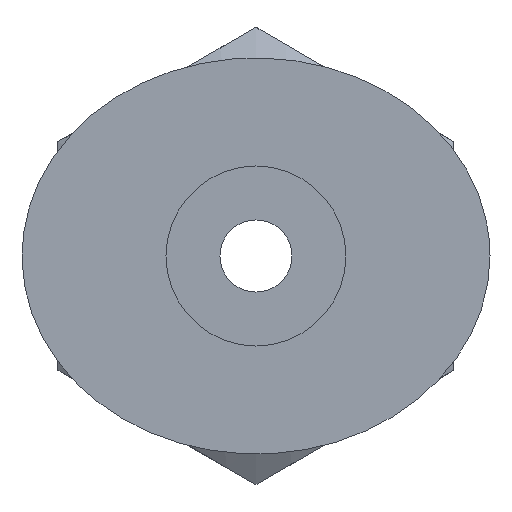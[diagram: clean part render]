
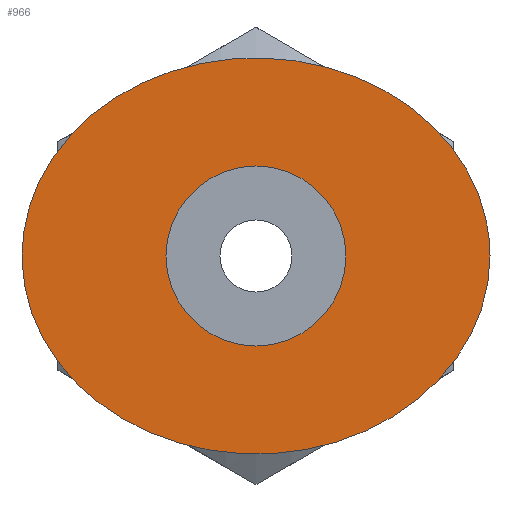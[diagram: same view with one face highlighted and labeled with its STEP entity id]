
A CAD part, front view. The second image highlights one B-rep face of the part: STEP entity #966.
In plain terms, the highlighted planar face has unit normal (0, -1, 0).
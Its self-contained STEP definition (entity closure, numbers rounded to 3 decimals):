
#20=ELLIPSE('',#1036,6.5,5.5);
#268=ORIENTED_EDGE('',*,*,#367,.T.);
#269=ORIENTED_EDGE('',*,*,#365,.F.);
#365=EDGE_CURVE('',#427,#427,#20,.T.);
#367=EDGE_CURVE('',#429,#429,#459,.T.);
#427=VERTEX_POINT('',#1539);
#429=VERTEX_POINT('',#1544);
#459=CIRCLE('',#1039,2.5);
#512=EDGE_LOOP('',(#268));
#513=EDGE_LOOP('',(#269));
#578=FACE_BOUND('',#512,.T.);
#579=FACE_BOUND('',#513,.T.);
#610=PLANE('',#1038);
#966=ADVANCED_FACE('',(#578,#579),#610,.F.);
#1036=AXIS2_PLACEMENT_3D('',#1538,#1180,#1181);
#1038=AXIS2_PLACEMENT_3D('',#1542,#1184,#1185);
#1039=AXIS2_PLACEMENT_3D('',#1543,#1186,#1187);
#1180=DIRECTION('',(0.,1.,0.));
#1181=DIRECTION('',(1.,0.,0.));
#1184=DIRECTION('',(0.,1.,0.));
#1185=DIRECTION('',(0.,0.,1.));
#1186=DIRECTION('',(0.,1.,0.));
#1187=DIRECTION('',(1.,0.,0.));
#1538=CARTESIAN_POINT('',(0.,-22.9,0.));
#1539=CARTESIAN_POINT('',(6.5,-22.9,0.));
#1542=CARTESIAN_POINT('',(0.,-22.9,0.));
#1543=CARTESIAN_POINT('',(0.,-22.9,0.));
#1544=CARTESIAN_POINT('',(2.5,-22.9,0.));
